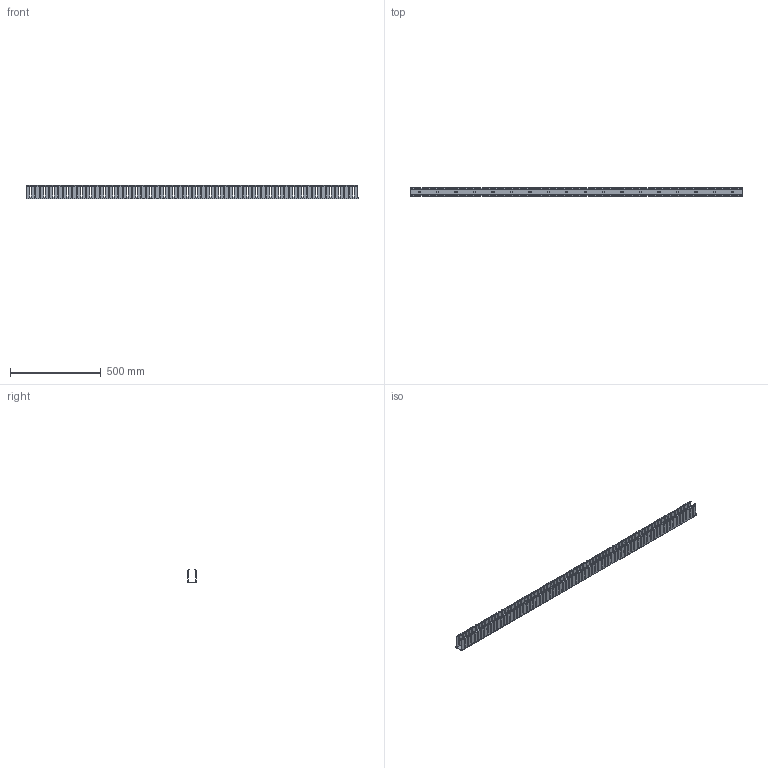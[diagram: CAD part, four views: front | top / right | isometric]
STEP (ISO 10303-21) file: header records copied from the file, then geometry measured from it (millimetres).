
FILE_DESCRIPTION(/* description */ (''),/* implementation_level */ '2;1');
FILE_NAME(/* name */ 'G1.5X3_3D_WEB.stp',/* time_stamp */ '2015-01-12T13:51:31-06:00',/* author */ (''),/* organization */ (''),/* preprocessor_version */ 'ST-DEVELOPER v11',/* originating_system */ 'SIEMENS PLM Software NX 7.5',/* authorisation */ '');
FILE_SCHEMA (('CONFIG_CONTROL_DESIGN'));
Products named in the file (1): bdkB7342hi2
Bounding box: 1828.8 x 44.68 x 76.69 mm (x, y, z)
Volume: 698505.6 mm3; surface area: 649021.6 mm2
Topology: 1 solids, 1 shells, 4696 faces, 14082 edges, 9388 vertices
Faces by surface type: plane 2498, cylinder 2198
Entity records: 171308 total; most frequent: CARTESIAN_POINT 42009, ORIENTED_EDGE 28164, DIRECTION 27008, EDGE_CURVE 14082, VERTEX_POINT 9388, AXIS2_PLACEMENT_3D 9381, LINE 8246, VECTOR 8246
